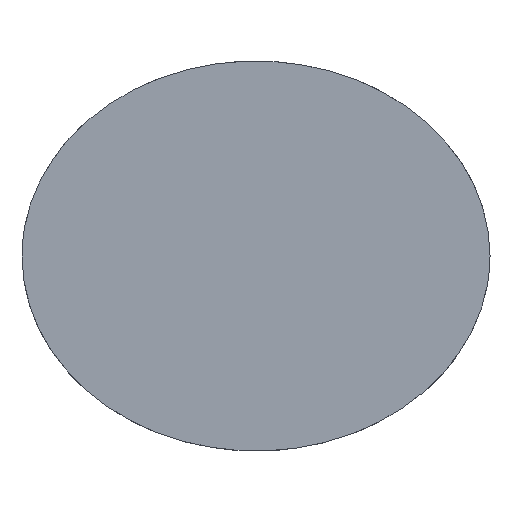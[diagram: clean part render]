
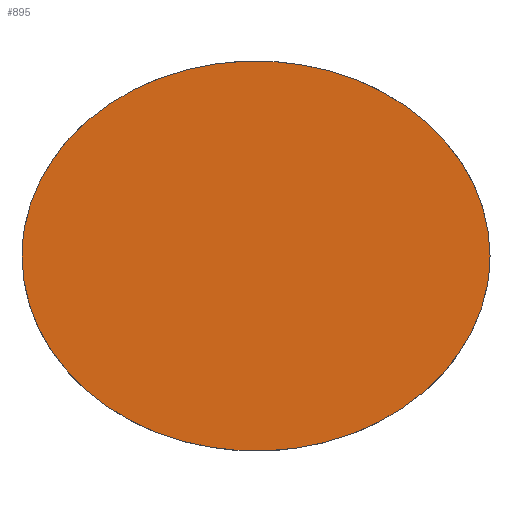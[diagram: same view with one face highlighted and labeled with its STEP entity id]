
A CAD part, top view. The second image highlights one B-rep face of the part: STEP entity #895.
In plain terms, the highlighted planar face has unit normal (0, 0, 1).
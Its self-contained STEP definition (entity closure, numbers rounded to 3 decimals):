
#97=CARTESIAN_POINT('Vertex',(-1500.,0.,400.)) ;
#101=CARTESIAN_POINT('Control Point',(1500.,0.,400.)) ;
#102=CARTESIAN_POINT('Control Point',(1500.,98.175,400.)) ;
#103=CARTESIAN_POINT('Control Point',(1488.434,196.35,400.)) ;
#104=CARTESIAN_POINT('Control Point',(1465.301,293.263,400.)) ;
#105=CARTESIAN_POINT('Control Point',(1396.505,482.043,400.)) ;
#106=CARTESIAN_POINT('Control Point',(1284.966,656.069,400.)) ;
#107=CARTESIAN_POINT('Control Point',(1219.09,738.228,400.)) ;
#108=CARTESIAN_POINT('Control Point',(1068.839,890.699,400.)) ;
#109=CARTESIAN_POINT('Control Point',(885.874,1015.908,400.)) ;
#110=CARTESIAN_POINT('Control Point',(787.283,1070.805,400.)) ;
#111=CARTESIAN_POINT('Control Point',(578.451,1163.754,400.)) ;
#112=CARTESIAN_POINT('Control Point',(351.915,1221.085,400.)) ;
#113=CARTESIAN_POINT('Control Point',(235.619,1240.362,400.)) ;
#114=CARTESIAN_POINT('Control Point',(0.,1259.638,400.)) ;
#115=CARTESIAN_POINT('Control Point',(-235.619,1240.362,400.)) ;
#116=CARTESIAN_POINT('Control Point',(-351.915,1221.085,400.)) ;
#117=CARTESIAN_POINT('Control Point',(-578.451,1163.754,400.)) ;
#118=CARTESIAN_POINT('Control Point',(-787.283,1070.805,400.)) ;
#119=CARTESIAN_POINT('Control Point',(-885.874,1015.908,400.)) ;
#120=CARTESIAN_POINT('Control Point',(-1068.839,890.699,400.)) ;
#121=CARTESIAN_POINT('Control Point',(-1219.09,738.228,400.)) ;
#122=CARTESIAN_POINT('Control Point',(-1284.966,656.069,400.)) ;
#123=CARTESIAN_POINT('Control Point',(-1396.505,482.043,400.)) ;
#124=CARTESIAN_POINT('Control Point',(-1465.301,293.263,400.)) ;
#125=CARTESIAN_POINT('Control Point',(-1488.434,196.35,400.)) ;
#126=CARTESIAN_POINT('Control Point',(-1500.,98.175,400.)) ;
#127=CARTESIAN_POINT('Control Point',(-1500.,0.,400.)) ;
#128=CARTESIAN_POINT('Vertex',(1500.,0.,400.)) ;
#181=CARTESIAN_POINT('Control Point',(-1500.,0.,400.)) ;
#182=CARTESIAN_POINT('Control Point',(-1500.,-98.175,400.)) ;
#183=CARTESIAN_POINT('Control Point',(-1488.434,-196.35,400.)) ;
#184=CARTESIAN_POINT('Control Point',(-1465.301,-293.263,400.)) ;
#185=CARTESIAN_POINT('Control Point',(-1396.505,-482.043,400.)) ;
#186=CARTESIAN_POINT('Control Point',(-1284.966,-656.069,400.)) ;
#187=CARTESIAN_POINT('Control Point',(-1219.09,-738.228,400.)) ;
#188=CARTESIAN_POINT('Control Point',(-1068.839,-890.699,400.)) ;
#189=CARTESIAN_POINT('Control Point',(-885.874,-1015.908,400.)) ;
#190=CARTESIAN_POINT('Control Point',(-787.283,-1070.805,400.)) ;
#191=CARTESIAN_POINT('Control Point',(-578.451,-1163.754,400.)) ;
#192=CARTESIAN_POINT('Control Point',(-351.915,-1221.085,400.)) ;
#193=CARTESIAN_POINT('Control Point',(-235.619,-1240.362,400.)) ;
#194=CARTESIAN_POINT('Control Point',(0.,-1259.638,400.)) ;
#195=CARTESIAN_POINT('Control Point',(235.619,-1240.362,400.)) ;
#196=CARTESIAN_POINT('Control Point',(351.915,-1221.085,400.)) ;
#197=CARTESIAN_POINT('Control Point',(578.451,-1163.754,400.)) ;
#198=CARTESIAN_POINT('Control Point',(787.283,-1070.805,400.)) ;
#199=CARTESIAN_POINT('Control Point',(885.874,-1015.908,400.)) ;
#200=CARTESIAN_POINT('Control Point',(1068.839,-890.699,400.)) ;
#201=CARTESIAN_POINT('Control Point',(1219.09,-738.228,400.)) ;
#202=CARTESIAN_POINT('Control Point',(1284.966,-656.069,400.)) ;
#203=CARTESIAN_POINT('Control Point',(1396.505,-482.043,400.)) ;
#204=CARTESIAN_POINT('Control Point',(1465.301,-293.263,400.)) ;
#205=CARTESIAN_POINT('Control Point',(1488.434,-196.35,400.)) ;
#206=CARTESIAN_POINT('Control Point',(1500.,-98.175,400.)) ;
#207=CARTESIAN_POINT('Control Point',(1500.,0.,400.)) ;
#886=CARTESIAN_POINT('Axis2P3D Location',(0.,0.,400.)) ;
#887=DIRECTION('Axis2P3D Direction',(0.,0.,1.)) ;
#888=DIRECTION('Axis2P3D XDirection',(1.,0.,-0.)) ;
#889=AXIS2_PLACEMENT_3D('Plane Axis2P3D',#886,#887,#888) ;
#892=ORIENTED_EDGE('',*,*,#130,.T.) ;
#893=ORIENTED_EDGE('',*,*,#208,.T.) ;
#895=ADVANCED_FACE('Cortar-Extruir1',(#894),#890,.T.) ;
#100=B_SPLINE_CURVE_WITH_KNOTS('',5,(#101,#102,#103,#104,#105,#106,#107,#108,#109,#110,#111,#112,#113,#114,#115,#116,#117,#118,#119,#120,#121,#122,#123,#124,#125,#126,#127),.UNSPECIFIED.,.F.,.U.,(6,3,3,3,3,3,3,3,6),(0.,766.769,1533.539,2300.308,3067.078,3833.847,4600.617,5367.386,6134.156),.UNSPECIFIED.) ;
#180=B_SPLINE_CURVE_WITH_KNOTS('',5,(#181,#182,#183,#184,#185,#186,#187,#188,#189,#190,#191,#192,#193,#194,#195,#196,#197,#198,#199,#200,#201,#202,#203,#204,#205,#206,#207),.UNSPECIFIED.,.F.,.U.,(6,3,3,3,3,3,3,3,6),(6134.156,6900.925,7667.695,8434.464,9201.234,9968.003,10734.773,11501.542,12268.312),.UNSPECIFIED.) ;
#130=EDGE_CURVE('',#129,#98,#100,.T.) ;
#208=EDGE_CURVE('',#98,#129,#180,.T.) ;
#891=EDGE_LOOP('',(#892,#893)) ;
#894=FACE_OUTER_BOUND('',#891,.T.) ;
#890=PLANE('Plane',#889) ;
#98=VERTEX_POINT('',#97) ;
#129=VERTEX_POINT('',#128) ;
